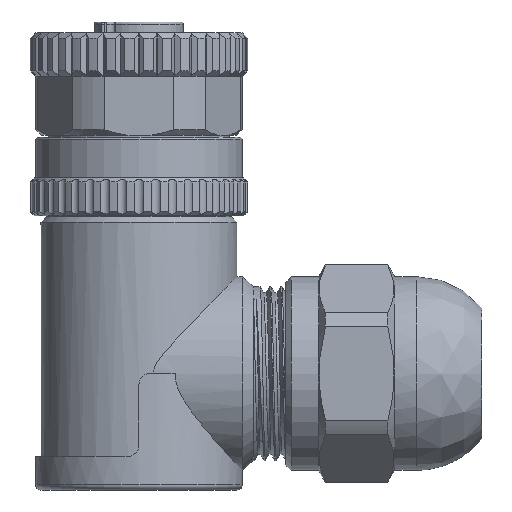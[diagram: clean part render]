
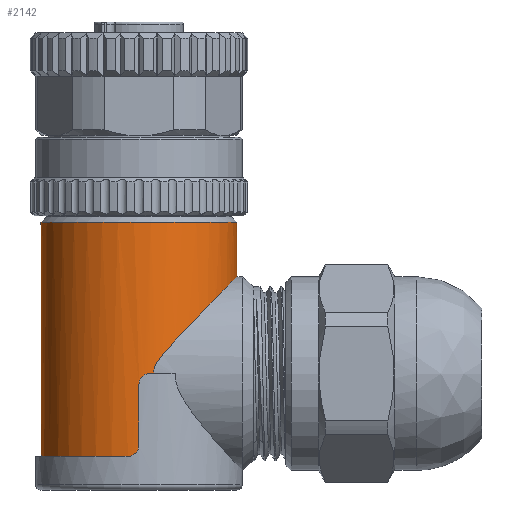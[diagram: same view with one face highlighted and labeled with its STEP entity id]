
A CAD part, left-side view. The second image highlights one B-rep face of the part: STEP entity #2142.
In plain terms, the highlighted cylindrical face has radius 9 mm (diameter 18 mm), a full revolution.
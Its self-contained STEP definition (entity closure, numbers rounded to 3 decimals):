
#292=LINE('',#13193,#717);
#300=LINE('',#13278,#725);
#717=VECTOR('',#10535,1.);
#725=VECTOR('',#10549,1.);
#1141=B_SPLINE_CURVE_WITH_KNOTS('',3,(#13174,#13175,#13176,#13177,#13178,
#13179,#13180,#13181,#13182,#13183,#13184,#13185,#13186,#13187,#13188,#13189),
 .UNSPECIFIED.,.F.,.F.,(4,1,1,1,1,1,1,1,1,1,1,1,1,4),(0.,0.077,
0.154,0.231,0.308,0.385,0.462,
0.538,0.615,0.692,0.769,0.846,
0.923,1.),.UNSPECIFIED.);
#1142=B_SPLINE_CURVE_WITH_KNOTS('',3,(#13202,#13203,#13204,#13205,#13206,
#13207,#13208,#13209,#13210,#13211,#13212,#13213,#13214,#13215,#13216,#13217),
 .UNSPECIFIED.,.F.,.F.,(4,1,1,1,1,1,1,1,1,1,1,1,1,4),(0.,0.077,
0.154,0.231,0.308,0.385,0.462,
0.538,0.615,0.692,0.769,0.846,
0.923,1.),.UNSPECIFIED.);
#1144=B_SPLINE_CURVE_WITH_KNOTS('',3,(#13235,#13236,#13237,#13238,#13239,
#13240,#13241,#13242,#13243,#13244,#13245,#13246,#13247,#13248,#13249,#13250),
 .UNSPECIFIED.,.F.,.F.,(4,1,1,1,1,1,1,1,1,1,1,1,1,4),(0.,0.077,
0.154,0.231,0.308,0.385,0.462,
0.538,0.615,0.692,0.769,0.846,
0.923,1.),.UNSPECIFIED.);
#1147=B_SPLINE_CURVE_WITH_KNOTS('',3,(#13299,#13300,#13301,#13302,#13303,
#13304,#13305,#13306,#13307,#13308,#13309,#13310,#13311,#13312,#13313,#13314),
 .UNSPECIFIED.,.F.,.F.,(4,1,1,1,1,1,1,1,1,1,1,1,1,4),(0.,0.077,
0.154,0.231,0.308,0.385,0.462,
0.538,0.615,0.692,0.769,0.846,
0.923,1.),.UNSPECIFIED.);
#1148=B_SPLINE_CURVE_WITH_KNOTS('',3,(#13325,#13326,#13327,#13328,#13329,
#13330,#13331,#13332,#13333,#13334,#13335,#13336,#13337,#13338,#13339,#13340,
#13341,#13342,#13343,#13344,#13345,#13346),.UNSPECIFIED.,.F.,.F.,(4,2,2,
2,2,2,2,2,2,2,4),(0.,0.063,0.125,0.25,0.375,0.5,0.625,0.75,
0.875,0.938,1.),.UNSPECIFIED.);
#1602=CYLINDRICAL_SURFACE('',#9499,9.);
#1890=FACE_BOUND('',#3414,.T.);
#1891=FACE_BOUND('',#3415,.T.);
#2142=ADVANCED_FACE('',(#1890,#1891),#1602,.T.);
#3414=EDGE_LOOP('',(#4185));
#3415=EDGE_LOOP('',(#4186,#4187,#4188,#4189,#4190,#4191,#4192,#4193,#4194,
#4195));
#4185=ORIENTED_EDGE('',*,*,#7693,.F.);
#4186=ORIENTED_EDGE('',*,*,#7705,.T.);
#4187=ORIENTED_EDGE('',*,*,#7711,.F.);
#4188=ORIENTED_EDGE('',*,*,#7714,.T.);
#4189=ORIENTED_EDGE('',*,*,#7716,.T.);
#4190=ORIENTED_EDGE('',*,*,#7697,.T.);
#4191=ORIENTED_EDGE('',*,*,#7699,.T.);
#4192=ORIENTED_EDGE('',*,*,#7703,.T.);
#4193=ORIENTED_EDGE('',*,*,#7717,.T.);
#4194=ORIENTED_EDGE('',*,*,#7720,.F.);
#4195=ORIENTED_EDGE('',*,*,#7721,.F.);
#6763=VERTEX_POINT('',#13149);
#6767=VERTEX_POINT('',#13173);
#6768=VERTEX_POINT('',#13190);
#6769=VERTEX_POINT('',#13194);
#6771=VERTEX_POINT('',#13200);
#6773=VERTEX_POINT('',#13251);
#6774=VERTEX_POINT('',#13252);
#6778=VERTEX_POINT('',#13277);
#6780=VERTEX_POINT('',#13298);
#6781=VERTEX_POINT('',#13320);
#6783=VERTEX_POINT('',#13347);
#7693=EDGE_CURVE('',#6763,#6763,#9005,.T.);
#7697=EDGE_CURVE('',#6768,#6767,#1141,.T.);
#7699=EDGE_CURVE('',#6767,#6769,#292,.T.);
#7703=EDGE_CURVE('',#6769,#6771,#1142,.T.);
#7705=EDGE_CURVE('',#6773,#6774,#1144,.T.);
#7711=EDGE_CURVE('',#6778,#6774,#300,.T.);
#7714=EDGE_CURVE('',#6778,#6780,#1147,.T.);
#7716=EDGE_CURVE('',#6780,#6768,#9008,.T.);
#7717=EDGE_CURVE('',#6771,#6781,#9009,.T.);
#7720=EDGE_CURVE('',#6783,#6781,#1148,.T.);
#7721=EDGE_CURVE('',#6773,#6783,#9011,.T.);
#9005=CIRCLE('',#9482,9.);
#9008=CIRCLE('',#9493,9.);
#9009=CIRCLE('',#9495,9.);
#9011=CIRCLE('',#9498,9.);
#9482=AXIS2_PLACEMENT_3D('',#13148,#10523,#10524);
#9493=AXIS2_PLACEMENT_3D('',#13317,#10557,#10558);
#9495=AXIS2_PLACEMENT_3D('',#13319,#10561,#10562);
#9498=AXIS2_PLACEMENT_3D('',#13348,#10568,#10569);
#9499=AXIS2_PLACEMENT_3D('',#13349,#10570,#10571);
#10523=DIRECTION('',(0.,0.,1.));
#10524=DIRECTION('',(0.,1.,0.));
#10535=DIRECTION('',(0.,0.,1.));
#10549=DIRECTION('',(0.,0.,1.));
#10557=DIRECTION('',(0.,0.,1.));
#10558=DIRECTION('',(0.994,0.111,0.));
#10561=DIRECTION('',(0.,0.,1.));
#10562=DIRECTION('',(-0.994,-0.111,0.));
#10568=DIRECTION('',(0.,0.,-1.));
#10569=DIRECTION('',(0.994,-0.111,0.));
#10570=DIRECTION('',(0.,0.,1.));
#10571=DIRECTION('',(0.,-1.,0.));
#13148=CARTESIAN_POINT('',(0.,0.,-18.4));
#13149=CARTESIAN_POINT('',(0.,9.,-18.4));
#13173=CARTESIAN_POINT('',(-9.,0.,-38.9));
#13174=CARTESIAN_POINT('',(-8.944,1.,-39.9));
#13175=CARTESIAN_POINT('',(-8.949,0.96,-39.9));
#13176=CARTESIAN_POINT('',(-8.957,0.88,-39.895));
#13177=CARTESIAN_POINT('',(-8.968,0.76,-39.873));
#13178=CARTESIAN_POINT('',(-8.977,0.645,-39.837));
#13179=CARTESIAN_POINT('',(-8.984,0.535,-39.788));
#13180=CARTESIAN_POINT('',(-8.99,0.431,-39.725));
#13181=CARTESIAN_POINT('',(-8.994,0.336,-39.651));
#13182=CARTESIAN_POINT('',(-8.997,0.251,-39.566));
#13183=CARTESIAN_POINT('',(-8.998,0.176,-39.47));
#13184=CARTESIAN_POINT('',(-8.999,0.112,-39.366));
#13185=CARTESIAN_POINT('',(-9.,0.063,-39.256));
#13186=CARTESIAN_POINT('',(-9.,0.027,-39.14));
#13187=CARTESIAN_POINT('',(-9.,0.005,-39.021));
#13188=CARTESIAN_POINT('',(-9.,0.,-38.94));
#13189=CARTESIAN_POINT('',(-9.,0.,-38.9));
#13190=CARTESIAN_POINT('',(-8.944,1.,-39.9));
#13193=CARTESIAN_POINT('',(-9.,0.,-38.9));
#13194=CARTESIAN_POINT('',(-9.,0.,-33.3));
#13200=CARTESIAN_POINT('',(-8.944,-1.,-32.3));
#13202=CARTESIAN_POINT('',(-9.,0.,-33.3));
#13203=CARTESIAN_POINT('',(-9.,0.,-33.26));
#13204=CARTESIAN_POINT('',(-9.,-0.005,-33.179));
#13205=CARTESIAN_POINT('',(-9.,-0.027,-33.059));
#13206=CARTESIAN_POINT('',(-9.,-0.063,-32.943));
#13207=CARTESIAN_POINT('',(-8.999,-0.113,-32.833));
#13208=CARTESIAN_POINT('',(-8.998,-0.176,-32.729));
#13209=CARTESIAN_POINT('',(-8.997,-0.251,-32.634));
#13210=CARTESIAN_POINT('',(-8.994,-0.336,-32.549));
#13211=CARTESIAN_POINT('',(-8.99,-0.431,-32.475));
#13212=CARTESIAN_POINT('',(-8.984,-0.535,-32.412));
#13213=CARTESIAN_POINT('',(-8.977,-0.644,-32.363));
#13214=CARTESIAN_POINT('',(-8.968,-0.76,-32.327));
#13215=CARTESIAN_POINT('',(-8.957,-0.879,-32.305));
#13216=CARTESIAN_POINT('',(-8.949,-0.96,-32.3));
#13217=CARTESIAN_POINT('',(-8.944,-1.,-32.3));
#13235=CARTESIAN_POINT('',(8.944,-1.,-32.3));
#13236=CARTESIAN_POINT('',(8.949,-0.96,-32.3));
#13237=CARTESIAN_POINT('',(8.957,-0.88,-32.305));
#13238=CARTESIAN_POINT('',(8.968,-0.76,-32.327));
#13239=CARTESIAN_POINT('',(8.977,-0.645,-32.363));
#13240=CARTESIAN_POINT('',(8.984,-0.535,-32.412));
#13241=CARTESIAN_POINT('',(8.99,-0.431,-32.475));
#13242=CARTESIAN_POINT('',(8.994,-0.336,-32.549));
#13243=CARTESIAN_POINT('',(8.997,-0.251,-32.634));
#13244=CARTESIAN_POINT('',(8.998,-0.176,-32.73));
#13245=CARTESIAN_POINT('',(8.999,-0.112,-32.834));
#13246=CARTESIAN_POINT('',(9.,-0.063,-32.944));
#13247=CARTESIAN_POINT('',(9.,-0.027,-33.06));
#13248=CARTESIAN_POINT('',(9.,-0.005,-33.179));
#13249=CARTESIAN_POINT('',(9.,0.,-33.26));
#13250=CARTESIAN_POINT('',(9.,0.,-33.3));
#13251=CARTESIAN_POINT('',(8.944,-1.,-32.3));
#13252=CARTESIAN_POINT('',(9.,0.,-33.3));
#13277=CARTESIAN_POINT('',(9.,0.,-38.9));
#13278=CARTESIAN_POINT('',(9.,0.,-38.9));
#13298=CARTESIAN_POINT('',(8.944,1.,-39.9));
#13299=CARTESIAN_POINT('',(9.,0.,-38.9));
#13300=CARTESIAN_POINT('',(9.,0.,-38.94));
#13301=CARTESIAN_POINT('',(9.,0.005,-39.021));
#13302=CARTESIAN_POINT('',(9.,0.027,-39.14));
#13303=CARTESIAN_POINT('',(9.,0.063,-39.256));
#13304=CARTESIAN_POINT('',(8.999,0.112,-39.366));
#13305=CARTESIAN_POINT('',(8.998,0.176,-39.47));
#13306=CARTESIAN_POINT('',(8.997,0.251,-39.566));
#13307=CARTESIAN_POINT('',(8.994,0.336,-39.651));
#13308=CARTESIAN_POINT('',(8.99,0.431,-39.725));
#13309=CARTESIAN_POINT('',(8.984,0.535,-39.788));
#13310=CARTESIAN_POINT('',(8.977,0.645,-39.837));
#13311=CARTESIAN_POINT('',(8.968,0.76,-39.873));
#13312=CARTESIAN_POINT('',(8.957,0.88,-39.895));
#13313=CARTESIAN_POINT('',(8.949,0.96,-39.9));
#13314=CARTESIAN_POINT('',(8.944,1.,-39.9));
#13317=CARTESIAN_POINT('',(0.,0.,-39.9));
#13319=CARTESIAN_POINT('',(0.,0.,-32.3));
#13320=CARTESIAN_POINT('',(-8.9,-1.338,-32.3));
#13325=CARTESIAN_POINT('',(8.9,-1.338,-32.3));
#13326=CARTESIAN_POINT('',(8.9,-1.338,-31.607));
#13327=CARTESIAN_POINT('',(8.826,-1.814,-31.036));
#13328=CARTESIAN_POINT('',(8.611,-2.652,-29.988));
#13329=CARTESIAN_POINT('',(8.464,-3.096,-29.502));
#13330=CARTESIAN_POINT('',(7.901,-4.415,-28.077));
#13331=CARTESIAN_POINT('',(7.353,-5.299,-27.17));
#13332=CARTESIAN_POINT('',(5.905,-6.876,-25.553));
#13333=CARTESIAN_POINT('',(4.977,-7.601,-24.817));
#13334=CARTESIAN_POINT('',(2.731,-8.665,-23.738));
#13335=CARTESIAN_POINT('',(1.397,-8.995,-23.405));
#13336=CARTESIAN_POINT('',(-1.334,-9.005,-23.395));
#13337=CARTESIAN_POINT('',(-2.667,-8.688,-23.715));
#13338=CARTESIAN_POINT('',(-4.95,-7.621,-24.797));
#13339=CARTESIAN_POINT('',(-5.877,-6.902,-25.527));
#13340=CARTESIAN_POINT('',(-7.345,-5.312,-27.156));
#13341=CARTESIAN_POINT('',(-7.888,-4.44,-28.051));
#13342=CARTESIAN_POINT('',(-8.46,-3.107,-29.49));
#13343=CARTESIAN_POINT('',(-8.61,-2.657,-29.983));
#13344=CARTESIAN_POINT('',(-8.825,-1.818,-31.03));
#13345=CARTESIAN_POINT('',(-8.9,-1.338,-31.602));
#13346=CARTESIAN_POINT('',(-8.9,-1.338,-32.3));
#13347=CARTESIAN_POINT('',(8.9,-1.338,-32.3));
#13348=CARTESIAN_POINT('',(0.,0.,-32.3));
#13349=CARTESIAN_POINT('',(0.,0.,-44.505));
